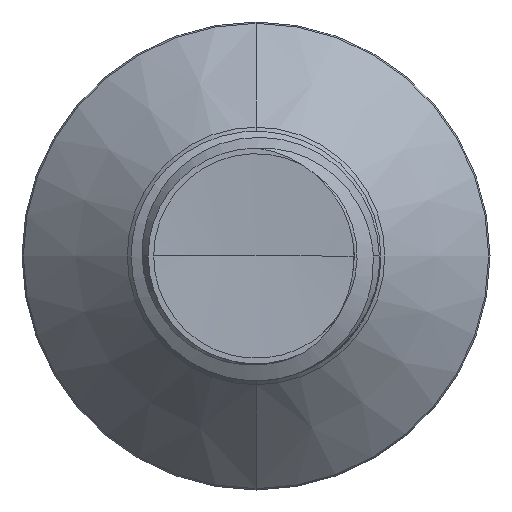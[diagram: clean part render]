
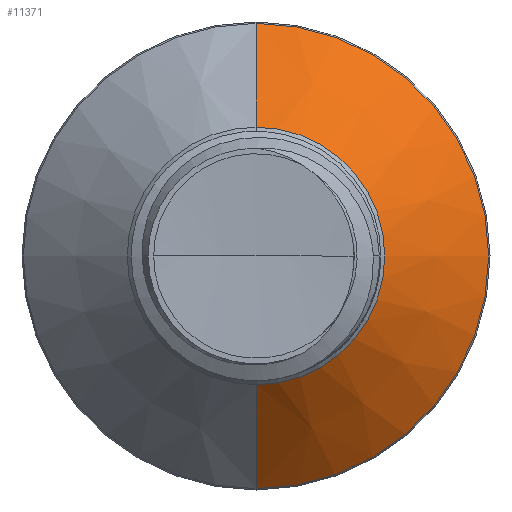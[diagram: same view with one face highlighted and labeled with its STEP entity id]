
A CAD part, front view. The second image highlights one B-rep face of the part: STEP entity #11371.
In plain terms, the highlighted conical face has half-angle 45 degrees and reference radius 2.064 mm.
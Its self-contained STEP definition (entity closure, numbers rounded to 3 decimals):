
#216 = VERTEX_POINT ( 'NONE', #3453 ) ;
#519 = CARTESIAN_POINT ( 'NONE',  ( 0., 3.193, 0. ) ) ;
#636 = VECTOR ( 'NONE', #12627, 1000. ) ;
#976 = DIRECTION ( 'NONE',  ( 0., 0., 1. ) ) ;
#1150 = CARTESIAN_POINT ( 'NONE',  ( 0., 4.857, 0. ) ) ;
#1678 = DIRECTION ( 'NONE',  ( 0., 0., 1. ) ) ;
#2279 = DIRECTION ( 'NONE',  ( 0., 0., 1. ) ) ;
#2541 = ORIENTED_EDGE ( 'NONE', *, *, #7882, .T. ) ;
#3236 = LINE ( 'NONE', #8294, #9042 ) ;
#3453 = CARTESIAN_POINT ( 'NONE',  ( 0., 4.857, -3.728 ) ) ;
#5766 = VERTEX_POINT ( 'NONE', #7957 ) ;
#6077 = AXIS2_PLACEMENT_3D ( 'NONE', #519, #7977, #1678 ) ;
#6533 = EDGE_CURVE ( 'NONE', #12044, #13133, #8739, .T. ) ;
#7210 = EDGE_CURVE ( 'NONE', #13133, #216, #11516, .T. ) ;
#7359 = CARTESIAN_POINT ( 'NONE',  ( 0., 3.193, 0. ) ) ;
#7437 = CONICAL_SURFACE ( 'NONE', #10833, 2.064, 0.785 ) ;
#7498 = ORIENTED_EDGE ( 'NONE', *, *, #8542, .T. ) ;
#7882 = EDGE_CURVE ( 'NONE', #5766, #216, #3236, .T. ) ;
#7957 = CARTESIAN_POINT ( 'NONE',  ( 0., 3.193, -2.064 ) ) ;
#7977 = DIRECTION ( 'NONE',  ( 0., 1., 0. ) ) ;
#8085 = FACE_OUTER_BOUND ( 'NONE', #9063, .T. ) ;
#8294 = CARTESIAN_POINT ( 'NONE',  ( 0., 3.193, -2.064 ) ) ;
#8516 = DIRECTION ( 'NONE',  ( 0., 1., 0. ) ) ;
#8542 = EDGE_CURVE ( 'NONE', #12044, #5766, #9493, .T. ) ;
#8612 = CARTESIAN_POINT ( 'NONE',  ( 0., 3.193, 2.064 ) ) ;
#8739 = LINE ( 'NONE', #8612, #636 ) ;
#9042 = VECTOR ( 'NONE', #9285, 1000. ) ;
#9063 = EDGE_LOOP ( 'NONE', ( #7498, #2541, #12072, #13619 ) ) ;
#9285 = DIRECTION ( 'NONE',  ( 0., 0.707, -0.707 ) ) ;
#9302 = CARTESIAN_POINT ( 'NONE',  ( 0., 3.193, 2.064 ) ) ;
#9415 = CARTESIAN_POINT ( 'NONE',  ( 0., 4.857, 3.728 ) ) ;
#9493 = CIRCLE ( 'NONE', #6077, 2.064 ) ;
#10833 = AXIS2_PLACEMENT_3D ( 'NONE', #7359, #11187, #976 ) ;
#11187 = DIRECTION ( 'NONE',  ( 0., 1., 0. ) ) ;
#11371 = ADVANCED_FACE ( 'NONE', ( #8085 ), #7437, .T. ) ;
#11472 = AXIS2_PLACEMENT_3D ( 'NONE', #1150, #8516, #2279 ) ;
#11516 = CIRCLE ( 'NONE', #11472, 3.728 ) ;
#12044 = VERTEX_POINT ( 'NONE', #9302 ) ;
#12072 = ORIENTED_EDGE ( 'NONE', *, *, #7210, .F. ) ;
#12627 = DIRECTION ( 'NONE',  ( 0., 0.707, 0.707 ) ) ;
#13133 = VERTEX_POINT ( 'NONE', #9415 ) ;
#13619 = ORIENTED_EDGE ( 'NONE', *, *, #6533, .F. ) ;
